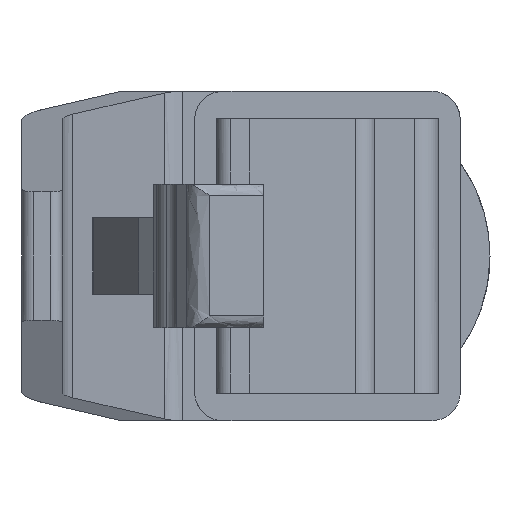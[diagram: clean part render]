
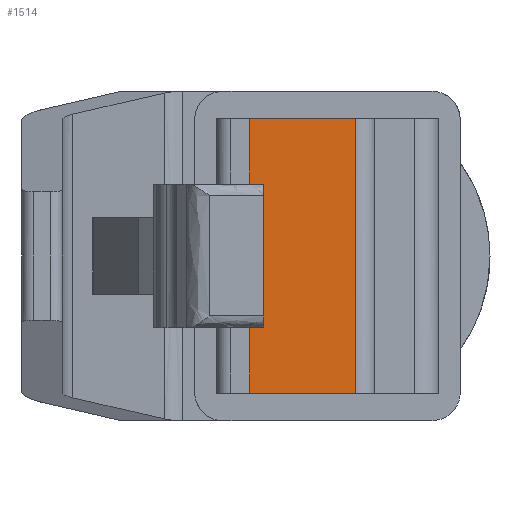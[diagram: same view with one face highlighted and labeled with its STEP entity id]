
A CAD part, left-side view. The second image highlights one B-rep face of the part: STEP entity #1514.
In plain terms, the highlighted free-form (B-spline) face has degree [1, 1] with [2, 2] control points.
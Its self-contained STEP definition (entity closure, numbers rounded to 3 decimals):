
#72=CARTESIAN_POINT('V88',(-15.18,8.935,
   3.055));
#73=VERTEX_POINT('V88',#72);
#79=CARTESIAN_POINT('V107',(-15.18,8.935,
   5.82));
#80=VERTEX_POINT('V107',#79);
#81=CARTESIAN_POINT('E147',(-15.18,8.935,
   5.82));
#82=CARTESIAN_POINT('E147',(-15.18,8.935,
   3.055));
#83=B_SPLINE_CURVE_WITH_KNOTS('E147',1,(#81,#82),.POLYLINE_FORM.,.F.,
   .U.,(2,2),(0.0,0.613),.UNSPECIFIED.);
#84=EDGE_CURVE('E147',#80,#73,#83,.T.);
#1024=CARTESIAN_POINT('V72',(-15.18,8.935,
   -3.045));
#1025=VERTEX_POINT('V72',#1024);
#1032=CARTESIAN_POINT('V104',(-15.18,8.935,
   -5.82));
#1033=VERTEX_POINT('V104',#1032);
#1039=CARTESIAN_POINT('E143',(-15.18,8.935,
   -3.045));
#1040=CARTESIAN_POINT('E143',(-15.18,8.935,
   -5.82));
#1041=B_SPLINE_CURVE_WITH_KNOTS('E143',1,(#1039,#1040),
   .POLYLINE_FORM.,.F.,.U.,(2,2),(1.966,
   2.581),.UNSPECIFIED.);
#1042=EDGE_CURVE('E143',#1025,#1033,#1041,.T.);
#1226=CARTESIAN_POINT('V105',(-15.18,4.425,
   -5.82));
#1227=VERTEX_POINT('V105',#1226);
#1241=CARTESIAN_POINT('E144',(-15.18,8.935,
   -5.82));
#1242=CARTESIAN_POINT('E144',(-15.18,4.425,
   -5.82));
#1243=QUASI_UNIFORM_CURVE('E144',1,(#1241,#1242),.POLYLINE_FORM.,.F.,
   .U.);
#1244=EDGE_CURVE('E144',#1033,#1227,#1243,.T.);
#1329=CARTESIAN_POINT('V73',(-15.18,8.335,
   -3.045));
#1330=VERTEX_POINT('V73',#1329);
#1331=CARTESIAN_POINT('E107',(-15.18,8.335,
   -3.045));
#1332=CARTESIAN_POINT('E107',(-15.18,8.935,
   -3.045));
#1333=B_SPLINE_CURVE_WITH_KNOTS('E107',1,(#1331,#1332),
   .POLYLINE_FORM.,.F.,.U.,(2,2),(0.377,1.0),
   .UNSPECIFIED.);
#1334=EDGE_CURVE('E107',#1330,#1025,#1333,.T.);
#1452=CARTESIAN_POINT('V89',(-15.18,8.335,
   3.055));
#1453=VERTEX_POINT('V89',#1452);
#1459=CARTESIAN_POINT('E124',(-15.18,8.935,
   3.055));
#1460=CARTESIAN_POINT('E124',(-15.18,8.335,
   3.055));
#1461=B_SPLINE_CURVE_WITH_KNOTS('E124',1,(#1459,#1460),
   .POLYLINE_FORM.,.F.,.U.,(2,2),(0.377,1.0),
   .UNSPECIFIED.);
#1462=EDGE_CURVE('E124',#73,#1453,#1461,.T.);
#1476=CARTESIAN_POINT('E139',(-15.18,8.335,
   3.055));
#1477=CARTESIAN_POINT('E139',(-15.18,8.335,
   -3.045));
#1478=B_SPLINE_CURVE_WITH_KNOTS('E139',1,(#1476,#1477),
   .POLYLINE_FORM.,.F.,.U.,(2,2),(0.016,
   0.984),.UNSPECIFIED.);
#1479=EDGE_CURVE('E139',#1453,#1330,#1478,.T.);
#1489=CARTESIAN_POINT('F43',(-15.18,4.425,
   5.82));
#1490=CARTESIAN_POINT('F43',(-15.18,8.935,
   5.82));
#1491=CARTESIAN_POINT('F43',(-15.18,4.425,
   -5.82));
#1492=CARTESIAN_POINT('F43',(-15.18,8.935,
   -5.82));
#1493=B_SPLINE_SURFACE_WITH_KNOTS('F43',1,1,((#1489,#1491),(#1490,
   #1492)),.PLANE_SURF.,.F.,.F.,.U.,(2,2),(2,2),(0.0,1.0),(0.0,
   2.581),.UNSPECIFIED.);
#1494=ORIENTED_EDGE('E139',*,*,#1479,.T.);
#1495=ORIENTED_EDGE('E107',*,*,#1334,.T.);
#1496=ORIENTED_EDGE('F45',*,*,#1042,.T.);
#1497=ORIENTED_EDGE('E144',*,*,#1244,.T.);
#1498=CARTESIAN_POINT('V106',(-15.18,4.425,
   5.82));
#1499=VERTEX_POINT('V106',#1498);
#1500=CARTESIAN_POINT('E145',(-15.18,4.425,
   5.82));
#1501=CARTESIAN_POINT('E145',(-15.18,4.425,
   -5.82));
#1502=B_SPLINE_CURVE_WITH_KNOTS('E145',1,(#1500,#1501),
   .POLYLINE_FORM.,.F.,.U.,(2,2),(0.0,7.275),
   .UNSPECIFIED.);
#1503=EDGE_CURVE('E145',#1499,#1227,#1502,.T.);
#1504=ORIENTED_EDGE('E145',*,*,#1503,.F.);
#1505=CARTESIAN_POINT('E146',(-15.18,4.425,
   5.82));
#1506=CARTESIAN_POINT('E146',(-15.18,8.935,
   5.82));
#1507=QUASI_UNIFORM_CURVE('E146',1,(#1505,#1506),.POLYLINE_FORM.,.F.,
   .U.);
#1508=EDGE_CURVE('E146',#1499,#80,#1507,.T.);
#1509=ORIENTED_EDGE('E146',*,*,#1508,.T.);
#1510=ORIENTED_EDGE('E147',*,*,#84,.T.);
#1511=ORIENTED_EDGE('E124',*,*,#1462,.T.);
#1512=EDGE_LOOP('F43',(#1494,#1495,#1496,#1497,#1504,#1509,#1510,
   #1511));
#1513=FACE_OUTER_BOUND('F43',#1512,.T.);
#1514=ADVANCED_FACE('F43',(#1513),#1493,.T.);
